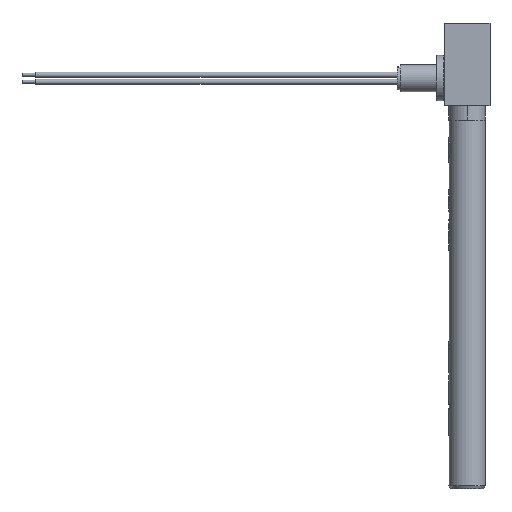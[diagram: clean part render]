
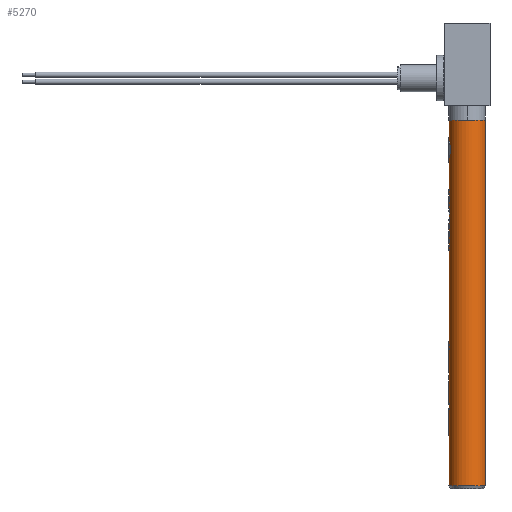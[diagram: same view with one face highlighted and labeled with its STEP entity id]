
A CAD part, left-side view. The second image highlights one B-rep face of the part: STEP entity #5270.
In plain terms, the highlighted cylindrical face has radius 6.35 mm (diameter 12.7 mm), a partial arc.
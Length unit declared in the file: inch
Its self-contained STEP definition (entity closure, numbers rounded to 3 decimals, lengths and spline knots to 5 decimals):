
#296 = CYLINDRICAL_SURFACE ( 'NONE', #38305, 0.25 ) ;
#2229 = ORIENTED_EDGE ( 'NONE', *, *, #36889, .F. ) ;
#2430 = ORIENTED_EDGE ( 'NONE', *, *, #34462, .T. ) ;
#2598 = AXIS2_PLACEMENT_3D ( 'NONE', #15028, #15123, #15687 ) ;
#2699 = LINE ( 'NONE', #5855, #28560 ) ;
#2798 = DIRECTION ( 'NONE',  ( 0., 0., 1. ) ) ;
#3351 = VECTOR ( 'NONE', #8706, 39.37008 ) ;
#5270 = ADVANCED_FACE ( 'NONE', ( #13515 ), #296, .T. ) ;
#5367 = LINE ( 'NONE', #5623, #3351 ) ;
#5623 = CARTESIAN_POINT ( 'NONE',  ( 0.06586, 0.24117, -5.59 ) ) ;
#5855 = CARTESIAN_POINT ( 'NONE',  ( -0.06586, -0.24117, -5.59 ) ) ;
#6557 = ORIENTED_EDGE ( 'NONE', *, *, #35064, .T. ) ;
#8706 = DIRECTION ( 'NONE',  ( 0., 0., 1. ) ) ;
#9974 = EDGE_CURVE ( 'NONE', #14910, #27200, #30332, .T. ) ;
#11564 = AXIS2_PLACEMENT_3D ( 'NONE', #34137, #15557, #37300 ) ;
#12814 = VERTEX_POINT ( 'NONE', #31393 ) ;
#13515 = FACE_OUTER_BOUND ( 'NONE', #37908, .T. ) ;
#13549 = CIRCLE ( 'NONE', #11564, 0.25 ) ;
#14185 = VERTEX_POINT ( 'NONE', #28381 ) ;
#14910 = VERTEX_POINT ( 'NONE', #16279 ) ;
#15028 = CARTESIAN_POINT ( 'NONE',  ( 0., 0., -0.575 ) ) ;
#15123 = DIRECTION ( 'NONE',  ( 0., 0., -1. ) ) ;
#15557 = DIRECTION ( 'NONE',  ( 0., 0., 1. ) ) ;
#15687 = DIRECTION ( 'NONE',  ( -0.263, -0.965, 0. ) ) ;
#16279 = CARTESIAN_POINT ( 'NONE',  ( -0.06586, -0.24117, -0.575 ) ) ;
#20779 = ORIENTED_EDGE ( 'NONE', *, *, #9974, .T. ) ;
#21964 = DIRECTION ( 'NONE',  ( 0., 0., 1. ) ) ;
#22092 = CARTESIAN_POINT ( 'NONE',  ( 0., 0., -5.59 ) ) ;
#22493 = DIRECTION ( 'NONE',  ( -0.263, -0.965, 0. ) ) ;
#27200 = VERTEX_POINT ( 'NONE', #37392 ) ;
#28381 = CARTESIAN_POINT ( 'NONE',  ( -0.06586, -0.24117, -5.59 ) ) ;
#28560 = VECTOR ( 'NONE', #2798, 39.37008 ) ;
#30332 = CIRCLE ( 'NONE', #2598, 0.25 ) ;
#31393 = CARTESIAN_POINT ( 'NONE',  ( 0.06586, 0.24117, -5.59 ) ) ;
#34137 = CARTESIAN_POINT ( 'NONE',  ( 0., 0., -5.59 ) ) ;
#34462 = EDGE_CURVE ( 'NONE', #14185, #14910, #2699, .T. ) ;
#35064 = EDGE_CURVE ( 'NONE', #12814, #14185, #13549, .T. ) ;
#36889 = EDGE_CURVE ( 'NONE', #12814, #27200, #5367, .T. ) ;
#37300 = DIRECTION ( 'NONE',  ( -0.263, -0.965, 0. ) ) ;
#37392 = CARTESIAN_POINT ( 'NONE',  ( 0.06586, 0.24117, -0.575 ) ) ;
#37908 = EDGE_LOOP ( 'NONE', ( #2229, #6557, #2430, #20779 ) ) ;
#38305 = AXIS2_PLACEMENT_3D ( 'NONE', #22092, #21964, #22493 ) ;
